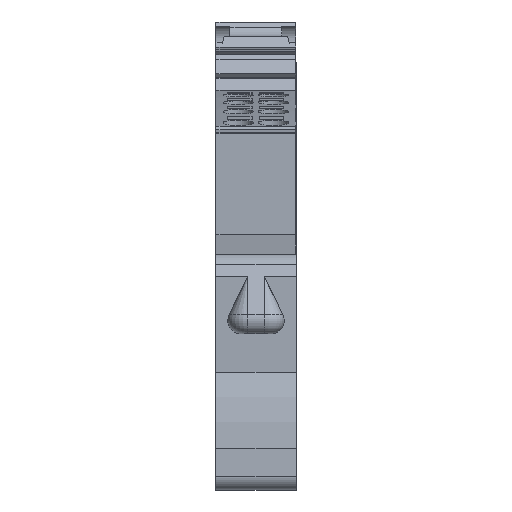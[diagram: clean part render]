
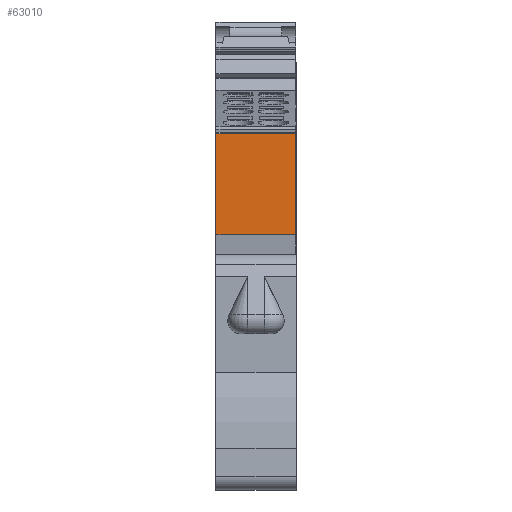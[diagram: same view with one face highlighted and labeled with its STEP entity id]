
A CAD part, front view. The second image highlights one B-rep face of the part: STEP entity #63010.
In plain terms, the highlighted face is planar.
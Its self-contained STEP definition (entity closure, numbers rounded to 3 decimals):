
#1890=CARTESIAN_POINT('',(13.183,52.494,-35.425));
#1900=VERTEX_POINT('',#1890);
#1930=CARTESIAN_POINT('',(13.183,60.023,-35.425));
#1940=DIRECTION('',(0.,-1.,0.));
#1950=VECTOR('',#1940,1.);
#1960=LINE('',#1930,#1950);
#1970=CARTESIAN_POINT('',(13.183,67.701,-35.425));
#1980=VERTEX_POINT('',#1970);
#1990=EDGE_CURVE('',#1980,#1900,#1960,.T.);
#6320=CARTESIAN_POINT('',(13.183,67.701,-47.425));
#6330=VERTEX_POINT('',#6320);
#6360=CARTESIAN_POINT('',(13.183,60.023,-47.425));
#6370=DIRECTION('',(0.,-1.,0.));
#6380=VECTOR('',#6370,1.);
#6390=LINE('',#6360,#6380);
#6400=CARTESIAN_POINT('',(13.183,52.494,-47.425));
#6410=VERTEX_POINT('',#6400);
#6420=EDGE_CURVE('',#6330,#6410,#6390,.T.);
#62680=CARTESIAN_POINT('',(13.183,52.494,-35.425));
#62690=DIRECTION('',(0.,0.,-1.));
#62700=VECTOR('',#62690,1.);
#62710=LINE('',#62680,#62700);
#62720=EDGE_CURVE('',#1900,#6410,#62710,.T.);
#62850=CARTESIAN_POINT('',(13.183,67.701,-35.425));
#62860=DIRECTION('',(-1.,0.,0.));
#62870=DIRECTION('',(0.,1.,0.));
#62880=AXIS2_PLACEMENT_3D('',#62850,#62860,#62870);
#62890=PLANE('',#62880);
#62900=ORIENTED_EDGE('',*,*,#62720,.F.);
#62910=ORIENTED_EDGE('',*,*,#6420,.T.);
#62920=CARTESIAN_POINT('',(13.183,67.701,-35.425));
#62930=DIRECTION('',(0.,0.,1.));
#62940=VECTOR('',#62930,1.);
#62950=LINE('',#62920,#62940);
#62960=EDGE_CURVE('',#6330,#1980,#62950,.T.);
#62970=ORIENTED_EDGE('',*,*,#62960,.F.);
#62980=ORIENTED_EDGE('',*,*,#1990,.F.);
#62990=EDGE_LOOP('',(#62980,#62970,#62910,#62900));
#63000=FACE_OUTER_BOUND('',#62990,.T.);
#63010=ADVANCED_FACE('',(#63000),#62890,.T.);
